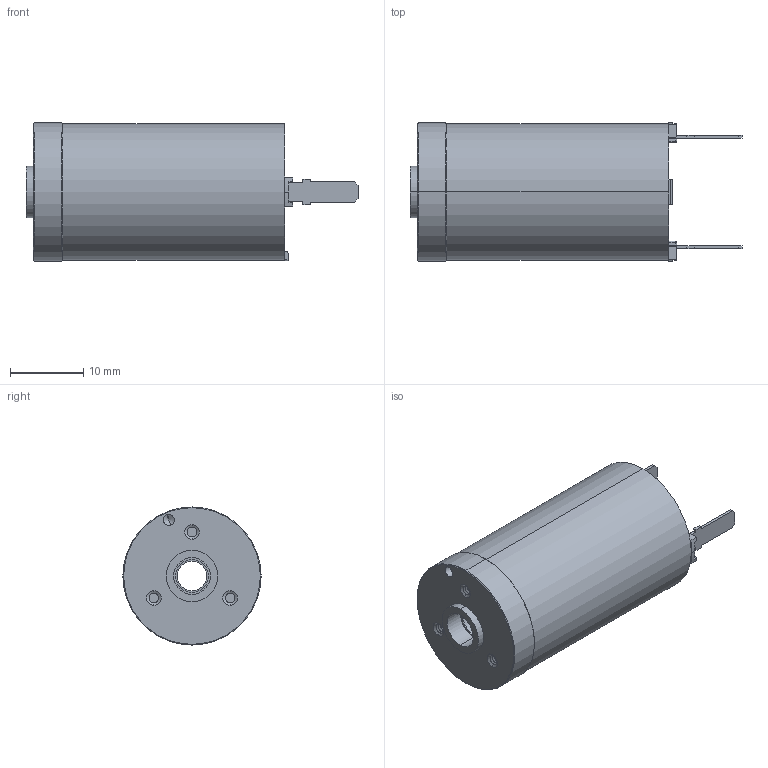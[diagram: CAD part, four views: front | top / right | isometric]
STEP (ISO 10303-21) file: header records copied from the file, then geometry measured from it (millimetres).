
FILE_DESCRIPTION (( 'STEP AP203' ), '1' );
FILE_NAME ('DCX19S_simscape_Default_sldprt.STEP', '2023-01-24T22:00:54', ( '' ), ( '' ), 'SwSTEP 2.0', 'SolidWorks 2022', '' );
FILE_SCHEMA (( 'CONFIG_CONTROL_DESIGN' ));
Length unit declared in the file: metre
Products named in the file (1): DCX19S_simscape_Default_sldprt
Bounding box: 45.2 x 18.8 x 18.8 mm (x, y, z)
Volume: 1540.7 mm3; surface area: 5363.9 mm2
Topology: 7 solids, 7 shells, 663 faces, 1759 edges, 1147 vertices
Faces by surface type: plane 489, cylinder 94, cone 74, torus 4, sphere 2
Entity records: 20350 total; most frequent: CARTESIAN_POINT 3604, ORIENTED_EDGE 3514, DIRECTION 3343, EDGE_CURVE 1757, VECTOR 1475, LINE 1475, VERTEX_POINT 1147, AXIS2_PLACEMENT_3D 934
